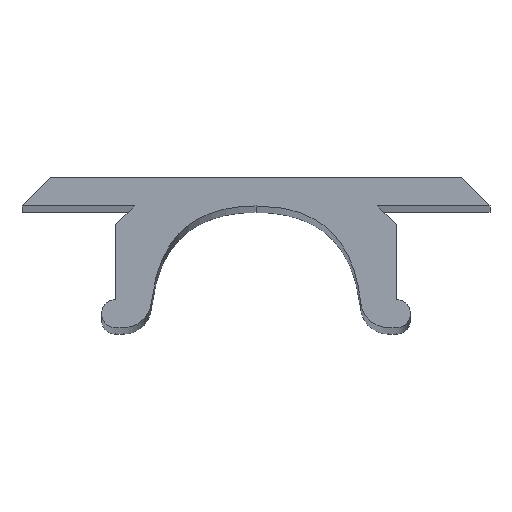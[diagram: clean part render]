
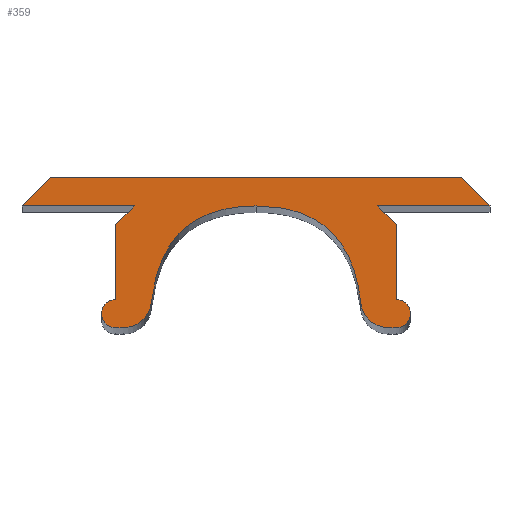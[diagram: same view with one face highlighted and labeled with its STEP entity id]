
A CAD part, top view. The second image highlights one B-rep face of the part: STEP entity #359.
In plain terms, the highlighted planar face has unit normal (0, 0, 1).
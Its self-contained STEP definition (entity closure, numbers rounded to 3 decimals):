
#16=CIRCLE('',#395,0.3);
#17=CIRCLE('',#401,0.3);
#27=PLANE('',#400);
#44=FACE_OUTER_BOUND('',#63,.T.);
#63=EDGE_LOOP('',(#283,#284,#285,#286,#287,#288,#289,#290,#291,#292,#293,
#294,#295,#296,#297,#298,#299));
#76=LINE('',#523,#115);
#77=LINE('',#527,#116);
#85=LINE('',#560,#124);
#88=LINE('',#566,#127);
#90=LINE('',#569,#129);
#93=LINE('',#600,#132);
#96=LINE('',#610,#135);
#97=LINE('',#612,#136);
#98=LINE('',#614,#137);
#99=LINE('',#616,#138);
#100=LINE('',#618,#139);
#115=VECTOR('',#418,10.);
#116=VECTOR('',#421,10.);
#124=VECTOR('',#437,10.);
#127=VECTOR('',#442,10.);
#129=VECTOR('',#446,10.);
#132=VECTOR('',#451,10.);
#135=VECTOR('',#456,10.);
#136=VECTOR('',#457,10.);
#137=VECTOR('',#458,10.);
#138=VECTOR('',#459,10.);
#139=VECTOR('',#460,10.);
#150=B_SPLINE_CURVE_WITH_KNOTS('',3,(#502,#503,#504,#505,#506,#507,#508),
 .UNSPECIFIED.,.F.,.F.,(4,3,4),(-0.06,-0.03,
0.),.UNSPECIFIED.);
#152=B_SPLINE_CURVE_WITH_KNOTS('',3,(#540,#541,#542,#543),.UNSPECIFIED.,
 .F.,.F.,(4,4),(-0.394,-0.053),.UNSPECIFIED.);
#154=B_SPLINE_CURVE_WITH_KNOTS('',3,(#582,#583,#584,#585,#586,#587,#588),
 .UNSPECIFIED.,.F.,.F.,(4,3,4),(-0.06,-0.03,
0.),.UNSPECIFIED.);
#156=B_SPLINE_CURVE_WITH_KNOTS('',3,(#605,#606,#607,#608),.UNSPECIFIED.,
 .F.,.F.,(4,4),(-0.342,0.),.UNSPECIFIED.);
#158=VERTEX_POINT('',#500);
#159=VERTEX_POINT('',#501);
#163=VERTEX_POINT('',#521);
#164=VERTEX_POINT('',#525);
#165=VERTEX_POINT('',#526);
#168=VERTEX_POINT('',#539);
#171=VERTEX_POINT('',#552);
#173=VERTEX_POINT('',#558);
#175=VERTEX_POINT('',#564);
#176=VERTEX_POINT('',#580);
#177=VERTEX_POINT('',#581);
#180=VERTEX_POINT('',#599);
#182=VERTEX_POINT('',#609);
#183=VERTEX_POINT('',#611);
#184=VERTEX_POINT('',#613);
#185=VERTEX_POINT('',#615);
#186=VERTEX_POINT('',#617);
#192=EDGE_CURVE('',#158,#159,#150,.T.);
#198=EDGE_CURVE('',#163,#159,#76,.T.);
#199=EDGE_CURVE('',#164,#165,#77,.T.);
#203=EDGE_CURVE('',#158,#168,#152,.F.);
#208=EDGE_CURVE('',#171,#163,#16,.T.);
#211=EDGE_CURVE('',#173,#171,#85,.T.);
#214=EDGE_CURVE('',#175,#173,#88,.T.);
#216=EDGE_CURVE('',#164,#175,#90,.T.);
#217=EDGE_CURVE('',#176,#177,#154,.F.);
#221=EDGE_CURVE('',#180,#177,#93,.T.);
#224=EDGE_CURVE('',#176,#168,#156,.T.);
#225=EDGE_CURVE('',#182,#165,#96,.T.);
#226=EDGE_CURVE('',#183,#182,#97,.T.);
#227=EDGE_CURVE('',#183,#184,#98,.T.);
#228=EDGE_CURVE('',#184,#185,#99,.T.);
#229=EDGE_CURVE('',#185,#186,#100,.T.);
#230=EDGE_CURVE('',#186,#180,#17,.T.);
#283=ORIENTED_EDGE('',*,*,#217,.F.);
#284=ORIENTED_EDGE('',*,*,#224,.T.);
#285=ORIENTED_EDGE('',*,*,#203,.F.);
#286=ORIENTED_EDGE('',*,*,#192,.T.);
#287=ORIENTED_EDGE('',*,*,#198,.F.);
#288=ORIENTED_EDGE('',*,*,#208,.F.);
#289=ORIENTED_EDGE('',*,*,#211,.F.);
#290=ORIENTED_EDGE('',*,*,#214,.F.);
#291=ORIENTED_EDGE('',*,*,#216,.F.);
#292=ORIENTED_EDGE('',*,*,#199,.T.);
#293=ORIENTED_EDGE('',*,*,#225,.F.);
#294=ORIENTED_EDGE('',*,*,#226,.F.);
#295=ORIENTED_EDGE('',*,*,#227,.T.);
#296=ORIENTED_EDGE('',*,*,#228,.T.);
#297=ORIENTED_EDGE('',*,*,#229,.T.);
#298=ORIENTED_EDGE('',*,*,#230,.T.);
#299=ORIENTED_EDGE('',*,*,#221,.T.);
#359=ADVANCED_FACE('',(#44),#27,.T.);
#395=AXIS2_PLACEMENT_3D('',#554,#431,#432);
#400=AXIS2_PLACEMENT_3D('',#604,#454,#455);
#401=AXIS2_PLACEMENT_3D('',#619,#461,#462);
#418=DIRECTION('',(-1.,0.,0.));
#421=DIRECTION('',(-0.707,0.707,0.));
#431=DIRECTION('center_axis',(0.,0.,-1.));
#432=DIRECTION('ref_axis',(0.,1.,0.));
#437=DIRECTION('',(0.,-1.,0.));
#442=DIRECTION('',(0.707,-0.707,0.));
#446=DIRECTION('',(-1.,0.,0.));
#451=DIRECTION('',(1.,0.,0.));
#454=DIRECTION('center_axis',(0.,0.,1.));
#455=DIRECTION('ref_axis',(1.,0.,0.));
#456=DIRECTION('',(1.,0.,0.));
#457=DIRECTION('',(0.707,0.707,0.));
#458=DIRECTION('',(1.,0.,0.));
#459=DIRECTION('',(-0.707,-0.707,0.));
#460=DIRECTION('',(0.,-1.,0.));
#461=DIRECTION('center_axis',(0.,0.,1.));
#462=DIRECTION('ref_axis',(0.,1.,0.));
#500=CARTESIAN_POINT('',(2.236,7.936,80.));
#501=CARTESIAN_POINT('',(2.833,7.4,80.));
#502=CARTESIAN_POINT('Ctrl Pts',(2.236,7.936,80.));
#503=CARTESIAN_POINT('Ctrl Pts',(2.252,7.791,80.));
#504=CARTESIAN_POINT('Ctrl Pts',(2.323,7.652,80.));
#505=CARTESIAN_POINT('Ctrl Pts',(2.432,7.554,80.));
#506=CARTESIAN_POINT('Ctrl Pts',(2.54,7.456,80.));
#507=CARTESIAN_POINT('Ctrl Pts',(2.686,7.4,80.));
#508=CARTESIAN_POINT('Ctrl Pts',(2.833,7.4,80.));
#521=CARTESIAN_POINT('',(3.,7.4,80.));
#523=CARTESIAN_POINT('',(3.,7.4,80.));
#525=CARTESIAN_POINT('',(5.,10.,80.));
#526=CARTESIAN_POINT('',(4.4,10.6,80.));
#527=CARTESIAN_POINT('',(4.475,10.525,80.));
#539=CARTESIAN_POINT('',(0.,10.,80.));
#540=CARTESIAN_POINT('Ctrl Pts',(0.,10.,80.));
#541=CARTESIAN_POINT('Ctrl Pts',(1.344,10.,80.));
#542=CARTESIAN_POINT('Ctrl Pts',(2.09,9.312,80.));
#543=CARTESIAN_POINT('Ctrl Pts',(2.236,7.936,80.));
#552=CARTESIAN_POINT('',(3.,8.,80.));
#554=CARTESIAN_POINT('Origin',(3.,7.7,80.));
#558=CARTESIAN_POINT('',(3.,9.6,80.));
#560=CARTESIAN_POINT('',(3.,9.6,80.));
#564=CARTESIAN_POINT('',(2.6,10.,80.));
#566=CARTESIAN_POINT('',(2.6,10.,80.));
#569=CARTESIAN_POINT('',(5.,10.,80.));
#580=CARTESIAN_POINT('',(-2.236,7.936,80.));
#581=CARTESIAN_POINT('',(-2.833,7.4,80.));
#582=CARTESIAN_POINT('Ctrl Pts',(-2.833,7.4,80.));
#583=CARTESIAN_POINT('Ctrl Pts',(-2.686,7.4,80.));
#584=CARTESIAN_POINT('Ctrl Pts',(-2.54,7.456,80.));
#585=CARTESIAN_POINT('Ctrl Pts',(-2.432,7.554,80.));
#586=CARTESIAN_POINT('Ctrl Pts',(-2.323,7.652,80.));
#587=CARTESIAN_POINT('Ctrl Pts',(-2.252,7.791,80.));
#588=CARTESIAN_POINT('Ctrl Pts',(-2.236,7.936,80.));
#599=CARTESIAN_POINT('',(-3.,7.4,80.));
#600=CARTESIAN_POINT('',(-3.,7.4,80.));
#604=CARTESIAN_POINT('Origin',(-2.5,9.,80.));
#605=CARTESIAN_POINT('Ctrl Pts',(-2.236,7.936,80.));
#606=CARTESIAN_POINT('Ctrl Pts',(-2.09,9.312,80.));
#607=CARTESIAN_POINT('Ctrl Pts',(-1.344,10.,80.));
#608=CARTESIAN_POINT('Ctrl Pts',(0.,10.,80.));
#609=CARTESIAN_POINT('',(-4.4,10.6,80.));
#610=CARTESIAN_POINT('',(0.,10.6,80.));
#611=CARTESIAN_POINT('',(-5.,10.,80.));
#612=CARTESIAN_POINT('',(-4.475,10.525,80.));
#613=CARTESIAN_POINT('',(-2.6,10.,80.));
#614=CARTESIAN_POINT('',(-5.,10.,80.));
#615=CARTESIAN_POINT('',(-3.,9.6,80.));
#616=CARTESIAN_POINT('',(-2.6,10.,80.));
#617=CARTESIAN_POINT('',(-3.,8.,80.));
#618=CARTESIAN_POINT('',(-3.,9.6,80.));
#619=CARTESIAN_POINT('Origin',(-3.,7.7,80.));
